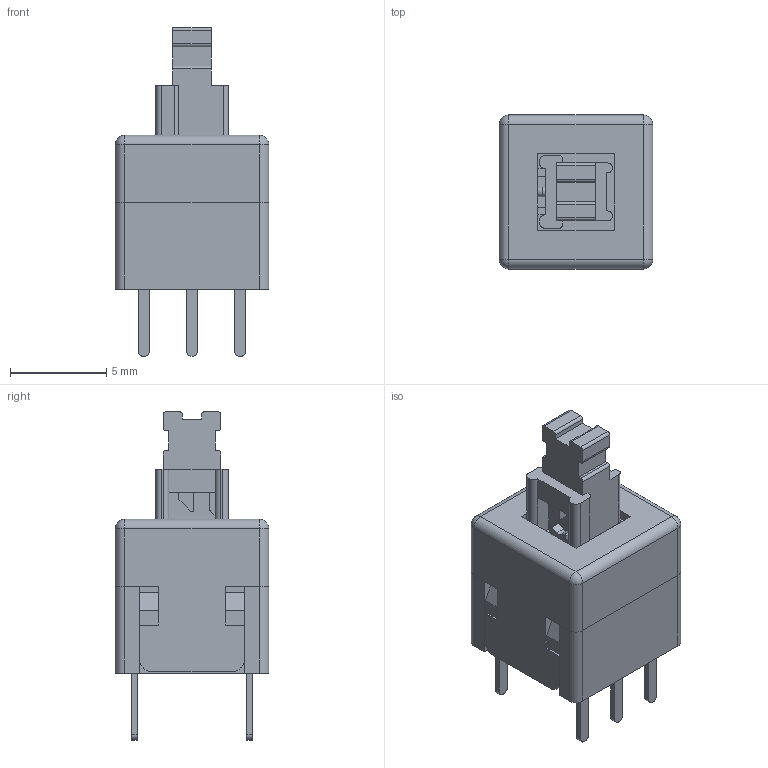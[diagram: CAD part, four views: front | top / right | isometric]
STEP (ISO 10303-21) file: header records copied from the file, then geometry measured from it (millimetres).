
FILE_DESCRIPTION(('CATIA V5 STEP Exchange'),'2;1');
FILE_NAME('Push Switch_8x8_6pin_with Lock.stp','2021-03-16T14:24:35+00:00',('none'),('none'),'CATIA Version 5 Release 19 SP 9 (IN-10)','CATIA V5 STEP AP214','none');
FILE_SCHEMA(('AUTOMOTIVE_DESIGN { 1 0 10303 214 1 1 1 1 }'));
Length unit declared in the file: millimetre
Products named in the file (1): Push Switch_8x8_6pin_with Lock
Bounding box: 8 x 8 x 17.1 mm (x, y, z)
Volume: 363.8 mm3; surface area: 1444 mm2
Topology: 13 solids, 13 shells, 552 faces, 1557 edges, 1010 vertices
Faces by surface type: plane 420, cylinder 86, bspline 34, torus 6, sphere 4, cone 2
Entity records: 18644 total; most frequent: CARTESIAN_POINT 5425, ORIENTED_EDGE 3106, DIRECTION 2107, EDGE_CURVE 1553, VECTOR 1295, LINE 1295, VERTEX_POINT 1010, EDGE_LOOP 577
